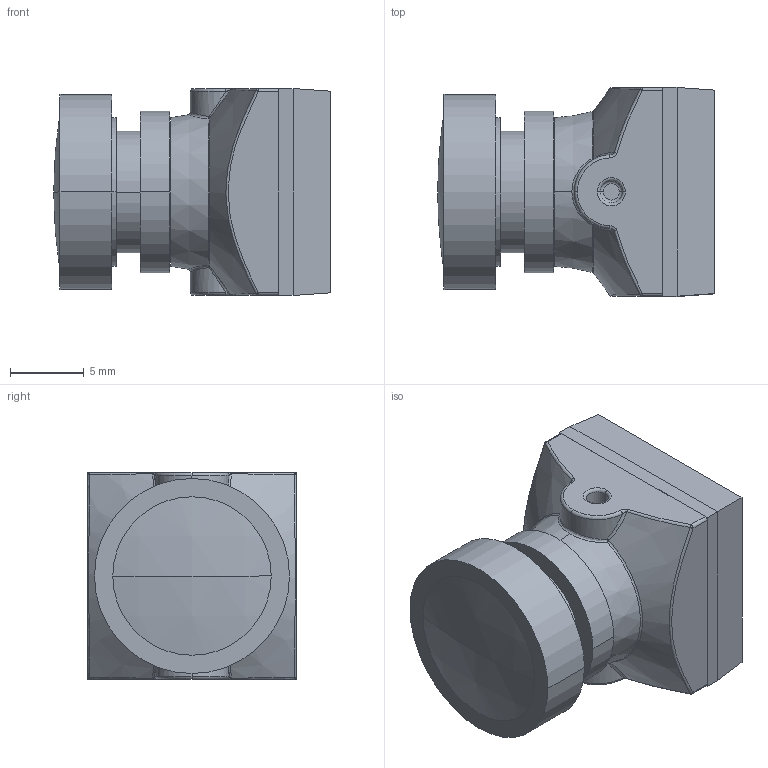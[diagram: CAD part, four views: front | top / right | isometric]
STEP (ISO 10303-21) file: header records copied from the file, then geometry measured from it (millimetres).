
FILE_DESCRIPTION (( 'STEP AP203' ), '1' );
FILE_NAME ('Nebula.STEP', '2020-07-16T13:36:16', ( '' ), ( '' ), 'SwSTEP 2.0', 'SolidWorks 2018', '' );
FILE_SCHEMA (( 'CONFIG_CONTROL_DESIGN' ));
Length unit declared in the file: millimetre
Products named in the file (1): Nebula
Bounding box: 18.72 x 14.12 x 14 mm (x, y, z)
Volume: 2531.1 mm3; surface area: 2181.6 mm2
Topology: 3 solids, 3 shells, 91 faces, 194 edges, 113 vertices
Faces by surface type: plane 25, cylinder 22, bspline 16, torus 14, sphere 10, cone 4
Entity records: 3067 total; most frequent: CARTESIAN_POINT 1109, DIRECTION 406, ORIENTED_EDGE 380, EDGE_CURVE 190, AXIS2_PLACEMENT_3D 176, VERTEX_POINT 113, CIRCLE 100, EDGE_LOOP 99
